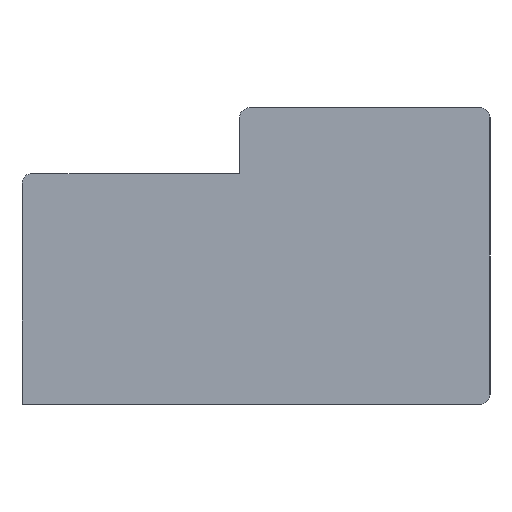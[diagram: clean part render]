
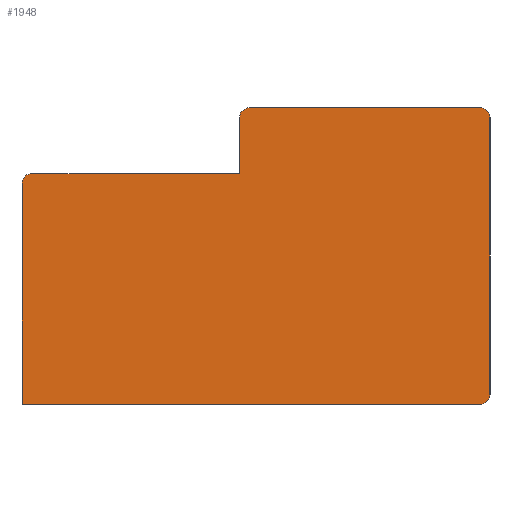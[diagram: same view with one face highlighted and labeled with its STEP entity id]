
A CAD part, left-side view. The second image highlights one B-rep face of the part: STEP entity #1948.
In plain terms, the highlighted planar face has unit normal (-1, 0, 0).
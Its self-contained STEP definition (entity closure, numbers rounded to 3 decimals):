
#159=CARTESIAN_POINT('',(197.,-61.,39.));
#160=VERTEX_POINT('',#159);
#167=CARTESIAN_POINT('',(197.,78.,39.));
#168=VERTEX_POINT('',#167);
#169=CARTESIAN_POINT('',(197.,78.,39.));
#170=DIRECTION('',(0.,-1.,0.));
#171=VECTOR('',#170,139.);
#172=LINE('',#169,#171);
#173=EDGE_CURVE('',#168,#160,#172,.T.);
#408=CARTESIAN_POINT('',(197.,-64.,126.));
#409=VERTEX_POINT('',#408);
#416=CARTESIAN_POINT('',(197.,-64.,42.));
#417=VERTEX_POINT('',#416);
#418=CARTESIAN_POINT('',(197.,-64.,42.));
#419=DIRECTION('',(0.,0.,1.));
#420=VECTOR('',#419,84.);
#421=LINE('',#418,#420);
#422=EDGE_CURVE('',#417,#409,#421,.T.);
#682=CARTESIAN_POINT('',(197.,9.,129.));
#683=VERTEX_POINT('',#682);
#690=CARTESIAN_POINT('',(197.,-61.,129.));
#691=VERTEX_POINT('',#690);
#692=CARTESIAN_POINT('',(197.,-61.,129.));
#693=DIRECTION('',(-0.,1.,-0.));
#694=VECTOR('',#693,70.);
#695=LINE('',#692,#694);
#696=EDGE_CURVE('',#691,#683,#695,.T.);
#1788=CARTESIAN_POINT('',(197.,-61.,126.));
#1789=DIRECTION('',(-1.,0.,0.));
#1790=DIRECTION('',(0.,0.,1.));
#1791=AXIS2_PLACEMENT_3D('',#1788,#1789,#1790);
#1792=CIRCLE('',#1791,3.);
#1793=EDGE_CURVE('',#409,#691,#1792,.T.);
#1806=CARTESIAN_POINT('',(197.,-61.,42.));
#1807=DIRECTION('',(-1.,-0.,-0.));
#1808=DIRECTION('',(0.,0.,-1.));
#1809=AXIS2_PLACEMENT_3D('',#1806,#1807,#1808);
#1810=CIRCLE('',#1809,3.);
#1811=EDGE_CURVE('',#160,#417,#1810,.T.);
#1822=CARTESIAN_POINT('',(197.,12.,126.));
#1823=VERTEX_POINT('',#1822);
#1824=CARTESIAN_POINT('',(197.,12.,109.));
#1825=VERTEX_POINT('',#1824);
#1826=CARTESIAN_POINT('',(197.,12.,126.));
#1827=DIRECTION('',(-0.,-0.,-1.));
#1828=VECTOR('',#1827,17.);
#1829=LINE('',#1826,#1828);
#1830=EDGE_CURVE('',#1823,#1825,#1829,.T.);
#1870=CARTESIAN_POINT('',(197.,75.,109.));
#1871=VERTEX_POINT('',#1870);
#1878=CARTESIAN_POINT('',(197.,12.,109.));
#1879=DIRECTION('',(-0.,1.,-0.));
#1880=VECTOR('',#1879,63.);
#1881=LINE('',#1878,#1880);
#1882=EDGE_CURVE('',#1825,#1871,#1881,.T.);
#1893=CARTESIAN_POINT('',(197.,78.,106.));
#1894=VERTEX_POINT('',#1893);
#1895=CARTESIAN_POINT('',(197.,78.,106.));
#1896=DIRECTION('',(-0.,-0.,-1.));
#1897=VECTOR('',#1896,67.);
#1898=LINE('',#1895,#1897);
#1899=EDGE_CURVE('',#1894,#168,#1898,.T.);
#1919=CARTESIAN_POINT('',(197.,0.,0.));
#1920=DIRECTION('',(-1.,0.,0.));
#1921=DIRECTION('',(0.,-1.,0.));
#1922=AXIS2_PLACEMENT_3D('',#1919,#1920,#1921);
#1923=PLANE('',#1922);
#1924=ORIENTED_EDGE('',*,*,#1882,.T.);
#1925=CARTESIAN_POINT('',(197.,75.,106.));
#1926=DIRECTION('',(-1.,-0.,-0.));
#1927=DIRECTION('',(0.,0.,-1.));
#1928=AXIS2_PLACEMENT_3D('',#1925,#1926,#1927);
#1929=CIRCLE('',#1928,3.);
#1930=EDGE_CURVE('',#1871,#1894,#1929,.T.);
#1931=ORIENTED_EDGE('',*,*,#1930,.T.);
#1932=ORIENTED_EDGE('',*,*,#1899,.T.);
#1933=ORIENTED_EDGE('',*,*,#173,.T.);
#1934=ORIENTED_EDGE('',*,*,#1811,.T.);
#1935=ORIENTED_EDGE('',*,*,#422,.T.);
#1936=ORIENTED_EDGE('',*,*,#1793,.T.);
#1937=ORIENTED_EDGE('',*,*,#696,.T.);
#1938=CARTESIAN_POINT('',(197.,9.,126.));
#1939=DIRECTION('',(-1.,-0.,-0.));
#1940=DIRECTION('',(0.,0.,-1.));
#1941=AXIS2_PLACEMENT_3D('',#1938,#1939,#1940);
#1942=CIRCLE('',#1941,3.);
#1943=EDGE_CURVE('',#683,#1823,#1942,.T.);
#1944=ORIENTED_EDGE('',*,*,#1943,.T.);
#1945=ORIENTED_EDGE('',*,*,#1830,.T.);
#1946=EDGE_LOOP('',(#1924,#1931,#1932,#1933,#1934,#1935,#1936,#1937,#1944,#1945));
#1947=FACE_BOUND('',#1946,.T.);
#1948=ADVANCED_FACE('',(#1947),#1923,.T.);
